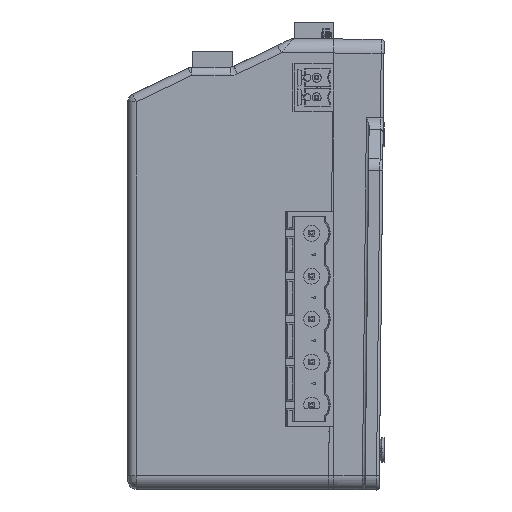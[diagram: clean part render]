
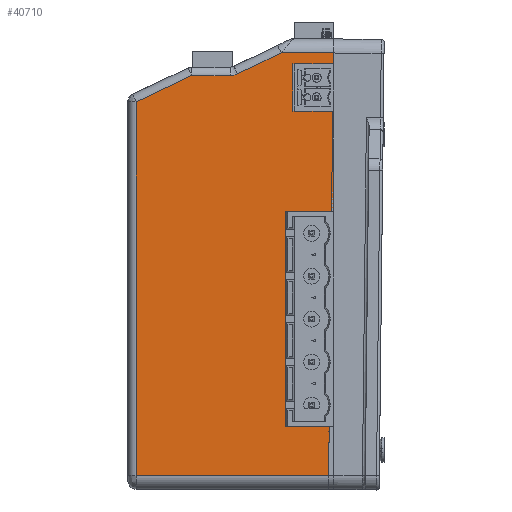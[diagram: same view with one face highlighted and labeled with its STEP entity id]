
A CAD part, left-side view. The second image highlights one B-rep face of the part: STEP entity #40710.
In plain terms, the highlighted face is planar.
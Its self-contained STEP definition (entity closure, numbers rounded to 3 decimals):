
#1670 = DIRECTION ( 'NONE',  ( 0., -1., 0. ) ) ;
#3587 = CARTESIAN_POINT ( 'NONE',  ( 150., 7., -67.225 ) ) ;
#4245 = DIRECTION ( 'NONE',  ( 0., 0., -1. ) ) ;
#4620 = DIRECTION ( 'NONE',  ( 0., 0., -1. ) ) ;
#6264 = VECTOR ( 'NONE', #108606, 1000. ) ;
#7055 = EDGE_LOOP ( 'NONE', ( #49284, #87136, #12954, #109595, #79418, #108399, #91098, #85307, #136361, #110532, #97858, #109188, #144818, #106362, #24681, #32444 ) ) ;
#10425 = VECTOR ( 'NONE', #133592, 1000. ) ;
#10996 = CARTESIAN_POINT ( 'NONE',  ( 150., 0., -67.225 ) ) ;
#12954 = ORIENTED_EDGE ( 'NONE', *, *, #57807, .T. ) ;
#13207 = CARTESIAN_POINT ( 'NONE',  ( 150., 35., -68.815 ) ) ;
#14519 = CARTESIAN_POINT ( 'NONE',  ( 150., 7.7, -49.375 ) ) ;
#15439 = CARTESIAN_POINT ( 'NONE',  ( 150., 7.7, 0. ) ) ;
#17248 = VECTOR ( 'NONE', #113601, 1000. ) ;
#17529 = CARTESIAN_POINT ( 'NONE',  ( 150., 18.339, -73.5 ) ) ;
#20318 = VECTOR ( 'NONE', #90392, 1000. ) ;
#24477 = DIRECTION ( 'NONE',  ( 0., 1., 0. ) ) ;
#24681 = ORIENTED_EDGE ( 'NONE', *, *, #85469, .T. ) ;
#25144 = EDGE_CURVE ( 'NONE', #38964, #128745, #52775, .T. ) ;
#25879 = DIRECTION ( 'NONE',  ( 0., 0., -1. ) ) ;
#26483 = CARTESIAN_POINT ( 'NONE',  ( 150., 17.049, -73.791 ) ) ;
#26521 = CARTESIAN_POINT ( 'NONE',  ( 150., 0., -11.125 ) ) ;
#28157 = LINE ( 'NONE', #26521, #66474 ) ;
#30854 = VECTOR ( 'NONE', #150935, 1000. ) ;
#31425 = CARTESIAN_POINT ( 'NONE',  ( 150., 7., -75.525 ) ) ;
#31661 = CARTESIAN_POINT ( 'NONE',  ( 150., 18.339, -73.5 ) ) ;
#32444 = ORIENTED_EDGE ( 'NONE', *, *, #25144, .T. ) ;
#32621 = DIRECTION ( 'NONE',  ( 0., 1., 0. ) ) ;
#33148 = CARTESIAN_POINT ( 'NONE',  ( 150., 0., -67.225 ) ) ;
#34981 = CARTESIAN_POINT ( 'NONE',  ( 150., 9.261, -77.5 ) ) ;
#37528 = VERTEX_POINT ( 'NONE', #67381 ) ;
#38964 = VERTEX_POINT ( 'NONE', #3587 ) ;
#40511 = LINE ( 'NONE', #121320, #130060 ) ;
#40710 = ADVANCED_FACE ( 'NONE', ( #62397 ), #83553, .T. ) ;
#42765 = LINE ( 'NONE', #120034, #148578 ) ;
#44748 = VECTOR ( 'NONE', #66149, 1000. ) ;
#44972 = CARTESIAN_POINT ( 'NONE',  ( 150., 0., 0. ) ) ;
#46293 = EDGE_CURVE ( 'NONE', #128745, #100763, #42765, .T. ) ;
#47362 = VERTEX_POINT ( 'NONE', #14519 ) ;
#48935 = CARTESIAN_POINT ( 'NONE',  ( 150., 0., -2.5 ) ) ;
#49284 = ORIENTED_EDGE ( 'NONE', *, *, #46293, .T. ) ;
#49918 = CARTESIAN_POINT ( 'NONE',  ( 150., 0., 0. ) ) ;
#51167 = VERTEX_POINT ( 'NONE', #10996 ) ;
#51343 = LINE ( 'NONE', #113397, #20318 ) ;
#52775 = LINE ( 'NONE', #116805, #30854 ) ;
#52976 = CARTESIAN_POINT ( 'NONE',  ( 150., 0., 0. ) ) ;
#54115 = CARTESIAN_POINT ( 'NONE',  ( 150., 17.454, -73.599 ) ) ;
#54257 = VERTEX_POINT ( 'NONE', #17529 ) ;
#57807 = EDGE_CURVE ( 'NONE', #108804, #148887, #83083, .T. ) ;
#58492 = EDGE_CURVE ( 'NONE', #54257, #118135, #148707, .T. ) ;
#62176 = DIRECTION ( 'NONE',  ( 0., 1., 0. ) ) ;
#62397 = FACE_OUTER_BOUND ( 'NONE', #7055, .T. ) ;
#65309 = CARTESIAN_POINT ( 'NONE',  ( 150., 17.049, -73.791 ) ) ;
#66149 = DIRECTION ( 'NONE',  ( 0., -1., 0. ) ) ;
#66474 = VECTOR ( 'NONE', #62176, 1000. ) ;
#66820 = CARTESIAN_POINT ( 'NONE',  ( 150., 0., -77.5 ) ) ;
#67381 = CARTESIAN_POINT ( 'NONE',  ( 150., 0., -49.375 ) ) ;
#68358 = VERTEX_POINT ( 'NONE', #107087 ) ;
#71024 = VECTOR ( 'NONE', #4245, 1000. ) ;
#72407 = CARTESIAN_POINT ( 'NONE',  ( 150., 7.7, -11.125 ) ) ;
#73927 = VERTEX_POINT ( 'NONE', #13207 ) ;
#75327 = DIRECTION ( 'NONE',  ( 1., 0., 0. ) ) ;
#78544 = LINE ( 'NONE', #52976, #96875 ) ;
#79093 = DIRECTION ( 'NONE',  ( 0., 0., -1. ) ) ;
#79289 = CARTESIAN_POINT ( 'NONE',  ( 150., 0., -77.5 ) ) ;
#79418 = ORIENTED_EDGE ( 'NONE', *, *, #118016, .F. ) ;
#81796 = VERTEX_POINT ( 'NONE', #109286 ) ;
#83083 = LINE ( 'NONE', #66820, #116113 ) ;
#83553 = PLANE ( 'NONE',  #105332 ) ;
#85307 = ORIENTED_EDGE ( 'NONE', *, *, #104805, .F. ) ;
#85469 = EDGE_CURVE ( 'NONE', #51167, #38964, #131874, .T. ) ;
#87136 = ORIENTED_EDGE ( 'NONE', *, *, #137429, .T. ) ;
#87300 = VERTEX_POINT ( 'NONE', #26483 ) ;
#89582 = CARTESIAN_POINT ( 'NONE',  ( 150., 0., -73.5 ) ) ;
#90392 = DIRECTION ( 'NONE',  ( 0., 0., -1. ) ) ;
#90887 = EDGE_CURVE ( 'NONE', #81796, #136160, #28157, .T. ) ;
#91098 = ORIENTED_EDGE ( 'NONE', *, *, #101367, .T. ) ;
#93437 = VECTOR ( 'NONE', #1670, 1000. ) ;
#96875 = VECTOR ( 'NONE', #4620, 1000. ) ;
#96970 = EDGE_CURVE ( 'NONE', #47362, #37528, #115474, .T. ) ;
#97782 = CARTESIAN_POINT ( 'NONE',  ( 150., 25.161, -73.5 ) ) ;
#97858 = ORIENTED_EDGE ( 'NONE', *, *, #90887, .T. ) ;
#97946 = CARTESIAN_POINT ( 'NONE',  ( 150., 0., -75.525 ) ) ;
#99855 = LINE ( 'NONE', #97782, #10425 ) ;
#100763 = VERTEX_POINT ( 'NONE', #97946 ) ;
#101367 = EDGE_CURVE ( 'NONE', #118135, #73927, #99855, .T. ) ;
#102074 = LINE ( 'NONE', #15439, #71024 ) ;
#104805 = EDGE_CURVE ( 'NONE', #68358, #73927, #40511, .T. ) ;
#105332 = AXIS2_PLACEMENT_3D ( 'NONE', #49918, #75327, #109088 ) ;
#106362 = ORIENTED_EDGE ( 'NONE', *, *, #122908, .T. ) ;
#106654 = EDGE_CURVE ( 'NONE', #127341, #81796, #51343, .T. ) ;
#107087 = CARTESIAN_POINT ( 'NONE',  ( 150., 35., -2.5 ) ) ;
#107801 = VECTOR ( 'NONE', #79093, 1000. ) ;
#108399 = ORIENTED_EDGE ( 'NONE', *, *, #58492, .T. ) ;
#108606 = DIRECTION ( 'NONE',  ( 0., 0.903, 0.43 ) ) ;
#108804 = VERTEX_POINT ( 'NONE', #79289 ) ;
#109088 = DIRECTION ( 'NONE',  ( 0., 0., -1. ) ) ;
#109188 = ORIENTED_EDGE ( 'NONE', *, *, #133179, .T. ) ;
#109286 = CARTESIAN_POINT ( 'NONE',  ( 150., 0., -11.125 ) ) ;
#109595 = ORIENTED_EDGE ( 'NONE', *, *, #118366, .T. ) ;
#110532 = ORIENTED_EDGE ( 'NONE', *, *, #106654, .T. ) ;
#111747 = VECTOR ( 'NONE', #24477, 1000. ) ;
#112310 = CARTESIAN_POINT ( 'NONE',  ( 150., 17.891, -73.5 ) ) ;
#113397 = CARTESIAN_POINT ( 'NONE',  ( 150., 0., 0. ) ) ;
#113601 = DIRECTION ( 'NONE',  ( 0., 1., 0. ) ) ;
#114202 = EDGE_CURVE ( 'NONE', #68358, #127341, #148823, .T. ) ;
#115474 = LINE ( 'NONE', #141962, #93437 ) ;
#116113 = VECTOR ( 'NONE', #32621, 1000. ) ;
#116805 = CARTESIAN_POINT ( 'NONE',  ( 150., 7., 0. ) ) ;
#118016 = EDGE_CURVE ( 'NONE', #54257, #87300, #129922, .T. ) ;
#118135 = VERTEX_POINT ( 'NONE', #137817 ) ;
#118366 = EDGE_CURVE ( 'NONE', #148887, #87300, #148484, .T. ) ;
#120034 = CARTESIAN_POINT ( 'NONE',  ( 150., 0., -75.525 ) ) ;
#120520 = DIRECTION ( 'NONE',  ( 0., -1., 0. ) ) ;
#121320 = CARTESIAN_POINT ( 'NONE',  ( 150., 35., 0. ) ) ;
#121388 = CARTESIAN_POINT ( 'NONE',  ( 150., 9.261, -77.5 ) ) ;
#122908 = EDGE_CURVE ( 'NONE', #37528, #51167, #78544, .T. ) ;
#124250 = LINE ( 'NONE', #44972, #107801 ) ;
#124418 = CARTESIAN_POINT ( 'NONE',  ( 150., 0., -2.5 ) ) ;
#127341 = VERTEX_POINT ( 'NONE', #48935 ) ;
#128745 = VERTEX_POINT ( 'NONE', #31425 ) ;
#129922 =( BOUNDED_CURVE ( )  B_SPLINE_CURVE ( 3, ( #31661, #112310, #54115, #65309 ),
 .UNSPECIFIED., .F., .F. ) 
 B_SPLINE_CURVE_WITH_KNOTS ( ( 4, 4 ),
 ( 0., 1. ),
 .UNSPECIFIED. ) 
 CURVE ( )  GEOMETRIC_REPRESENTATION_ITEM ( )  RATIONAL_B_SPLINE_CURVE ( ( 1., 0.984, 0.984, 1. ) ) 
 REPRESENTATION_ITEM ( '' )  );
#130060 = VECTOR ( 'NONE', #25879, 1000. ) ;
#131874 = LINE ( 'NONE', #33148, #111747 ) ;
#133179 = EDGE_CURVE ( 'NONE', #136160, #47362, #102074, .T. ) ;
#133592 = DIRECTION ( 'NONE',  ( 0., 0.903, 0.43 ) ) ;
#136160 = VERTEX_POINT ( 'NONE', #72407 ) ;
#136361 = ORIENTED_EDGE ( 'NONE', *, *, #114202, .T. ) ;
#137429 = EDGE_CURVE ( 'NONE', #100763, #108804, #124250, .T. ) ;
#137817 = CARTESIAN_POINT ( 'NONE',  ( 150., 25.161, -73.5 ) ) ;
#141962 = CARTESIAN_POINT ( 'NONE',  ( 150., 0., -49.375 ) ) ;
#144818 = ORIENTED_EDGE ( 'NONE', *, *, #96970, .T. ) ;
#148484 = LINE ( 'NONE', #121388, #6264 ) ;
#148578 = VECTOR ( 'NONE', #120520, 1000. ) ;
#148707 = LINE ( 'NONE', #89582, #17248 ) ;
#148823 = LINE ( 'NONE', #124418, #44748 ) ;
#148887 = VERTEX_POINT ( 'NONE', #34981 ) ;
#150935 = DIRECTION ( 'NONE',  ( 0., 0., -1. ) ) ;
